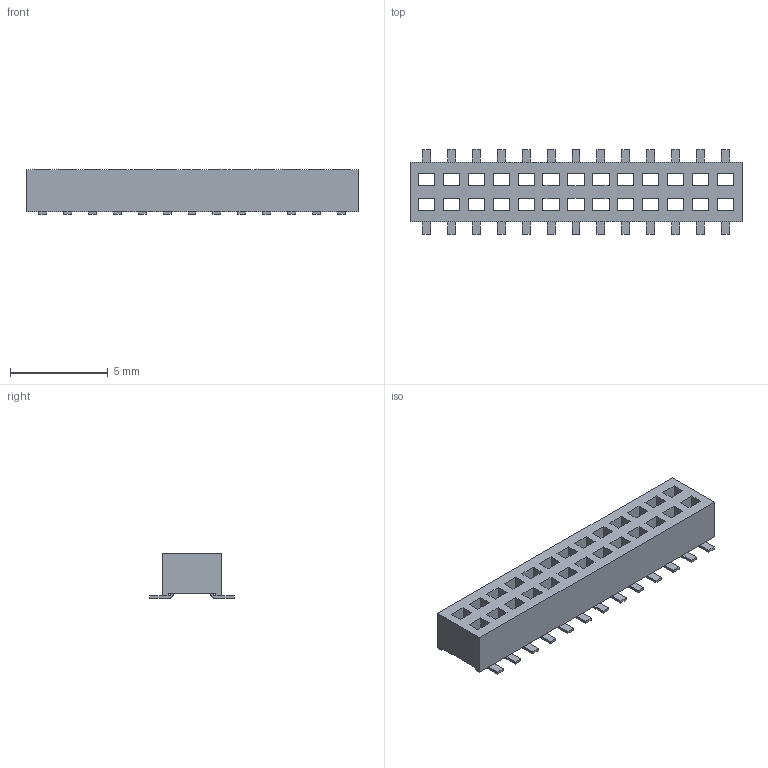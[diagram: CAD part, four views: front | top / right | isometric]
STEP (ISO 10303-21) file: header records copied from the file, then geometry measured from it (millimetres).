
FILE_DESCRIPTION(('FreeCAD Model'),'2;1');
FILE_NAME('Open CASCADE Shape Model','2025-01-12T20:21:28',(''),(''), 'Open CASCADE STEP processor 7.8','FreeCAD','Unknown');
FILE_SCHEMA(('AUTOMOTIVE_DESIGN { 1 0 10303 214 1 1 1 1 }'));
Length unit declared in the file: millimetre
Products named in the file (3): C-106-22-1-G-13-BE_Pin001; CLP-113-2-G-D-BETRM; C-106-22-1-G-13-BE_Pin
Bounding box: 16.94 x 4.32 x 2.29 mm (x, y, z)
Volume: 80.7 mm3; surface area: 379.1 mm2
Topology: 3 solids, 3 shells, 326 faces, 960 edges, 640 vertices
Faces by surface type: plane 274, cylinder 52
Entity records: 10890 total; most frequent: CARTESIAN_POINT 1927, ORIENTED_EDGE 1920, DIRECTION 1718, EDGE_CURVE 960, LINE 856, VECTOR 856, VERTEX_POINT 640, AXIS2_PLACEMENT_3D 431
